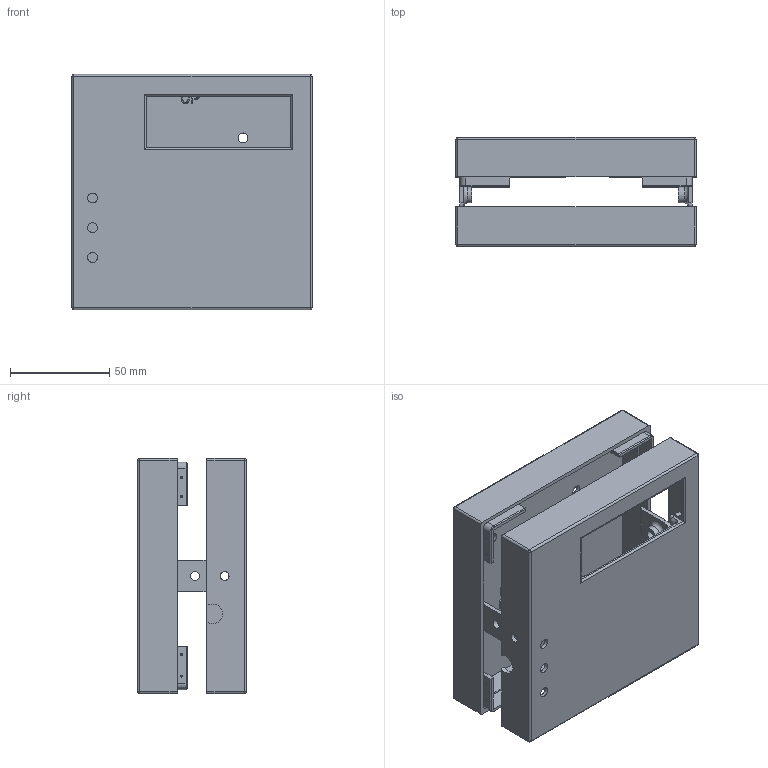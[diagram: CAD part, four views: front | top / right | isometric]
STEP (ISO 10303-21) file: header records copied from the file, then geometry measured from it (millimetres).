
FILE_DESCRIPTION(/* description */ (''),/* implementation_level */ '2;1');
FILE_NAME(/* name */ 'event timer box v20.step',/* time_stamp */ '2025-09-26T11:00:51-07:00',/* author */ (''),/* organization */ (''),/* preprocessor_version */ 'ST-DEVELOPER v20.1',/* originating_system */ 'Autodesk Translation Framework v14.17.0.0',/* authorisation */ '');
FILE_SCHEMA (('AUTOMOTIVE_DESIGN { 1 0 10303 214 3 1 1 }'));
Length unit declared in the file: millimetre
Products named in the file (2): event timer box; Event Timer Case
Assembly tree (1 placements, depth 2):
  event timer box
    Event Timer Case
Bounding box: 121.12 x 55 x 118.66 mm (x, y, z)
Volume: 94663.4 mm3; surface area: 96087.1 mm2
Topology: 2 solids, 2 shells, 1321 faces, 3620 edges, 2393 vertices
Faces by surface type: bspline 681, plane 546, cylinder 60, cone 16, torus 10, sphere 8
Full cylindrical faces by diameter (mm): 3 x2, 4.35 x10, 5 x5, 8 x6
Entity records: 48015 total; most frequent: CARTESIAN_POINT 19028, ORIENTED_EDGE 7232, DIRECTION 3683, EDGE_CURVE 3616, VERTEX_POINT 2393, LINE 2083, VECTOR 2083, EDGE_LOOP 1435
